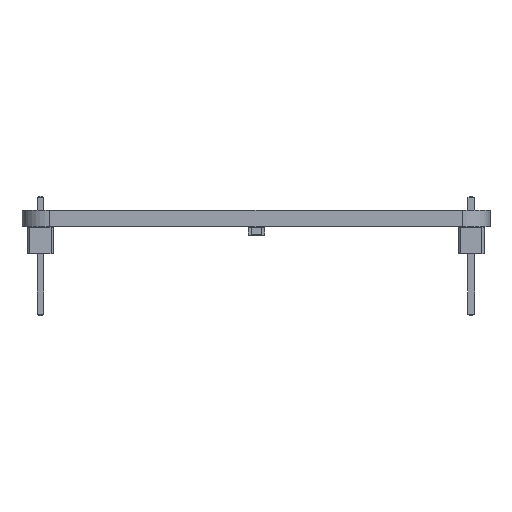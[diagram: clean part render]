
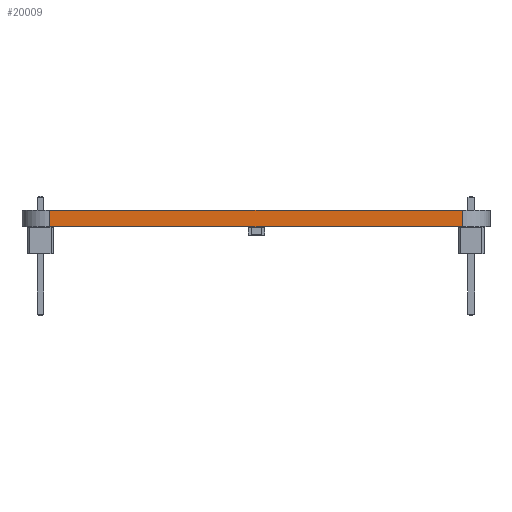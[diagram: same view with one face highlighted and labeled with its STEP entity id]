
A CAD part, front view. The second image highlights one B-rep face of the part: STEP entity #20009.
In plain terms, the highlighted planar face has unit normal (0, -1, 0).
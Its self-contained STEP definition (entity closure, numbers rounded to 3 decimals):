
#17780 = PLANE('',#17781);
#17781 = AXIS2_PLACEMENT_3D('',#17782,#17783,#17784);
#17782 = CARTESIAN_POINT('',(0.,0.,
    1.6));
#17783 = DIRECTION('',(0.,0.,1.));
#17784 = DIRECTION('',(1.,0.,0.));
#17834 = PLANE('',#17835);
#17835 = AXIS2_PLACEMENT_3D('',#17836,#17837,#17838);
#17836 = CARTESIAN_POINT('',(0.,0.,
    0.));
#17837 = DIRECTION('',(0.,0.,1.));
#17838 = DIRECTION('',(1.,0.,0.));
#17967 = CYLINDRICAL_SURFACE('',#17968,2.667);
#17968 = AXIS2_PLACEMENT_3D('',#17969,#17970,#17971);
#17969 = CARTESIAN_POINT('',(-19.876,-16.51,0.));
#17970 = DIRECTION('',(0.,0.,-1.));
#17971 = DIRECTION('',(1.,0.,0.));
#18006 = VERTEX_POINT('',#18007);
#18007 = CARTESIAN_POINT('',(-19.876,-19.177,0.));
#18029 = EDGE_CURVE('',#18006,#18030,#18032,.T.);
#18030 = VERTEX_POINT('',#18031);
#18031 = CARTESIAN_POINT('',(19.876,-19.177,0.));
#18032 = SURFACE_CURVE('',#18033,(#18037,#18044),.PCURVE_S1.);
#18033 = LINE('',#18034,#18035);
#18034 = CARTESIAN_POINT('',(-19.876,-19.177,0.));
#18035 = VECTOR('',#18036,1.);
#18036 = DIRECTION('',(1.,0.,0.));
#18037 = PCURVE('',#17834,#18038);
#18038 = DEFINITIONAL_REPRESENTATION('',(#18039),#18043);
#18039 = LINE('',#18040,#18041);
#18040 = CARTESIAN_POINT('',(-19.876,-19.177));
#18041 = VECTOR('',#18042,1.);
#18042 = DIRECTION('',(1.,0.));
#18043 = ( GEOMETRIC_REPRESENTATION_CONTEXT(2) 
PARAMETRIC_REPRESENTATION_CONTEXT() REPRESENTATION_CONTEXT('2D SPACE',''
  ) );
#18044 = PCURVE('',#18045,#18050);
#18045 = PLANE('',#18046);
#18046 = AXIS2_PLACEMENT_3D('',#18047,#18048,#18049);
#18047 = CARTESIAN_POINT('',(-19.876,-19.177,0.));
#18048 = DIRECTION('',(0.,1.,0.));
#18049 = DIRECTION('',(1.,0.,0.));
#18050 = DEFINITIONAL_REPRESENTATION('',(#18051),#18055);
#18051 = LINE('',#18052,#18053);
#18052 = CARTESIAN_POINT('',(0.,0.));
#18053 = VECTOR('',#18054,1.);
#18054 = DIRECTION('',(1.,0.));
#18055 = ( GEOMETRIC_REPRESENTATION_CONTEXT(2) 
PARAMETRIC_REPRESENTATION_CONTEXT() REPRESENTATION_CONTEXT('2D SPACE',''
  ) );
#18074 = CYLINDRICAL_SURFACE('',#18075,2.667);
#18075 = AXIS2_PLACEMENT_3D('',#18076,#18077,#18078);
#18076 = CARTESIAN_POINT('',(19.876,-16.51,0.));
#18077 = DIRECTION('',(0.,0.,-1.));
#18078 = DIRECTION('',(1.,0.,0.));
#19053 = VERTEX_POINT('',#19054);
#19054 = CARTESIAN_POINT('',(-19.876,-19.177,1.6));
#19076 = EDGE_CURVE('',#19053,#19077,#19079,.T.);
#19077 = VERTEX_POINT('',#19078);
#19078 = CARTESIAN_POINT('',(19.876,-19.177,1.6));
#19079 = SURFACE_CURVE('',#19080,(#19084,#19091),.PCURVE_S1.);
#19080 = LINE('',#19081,#19082);
#19081 = CARTESIAN_POINT('',(-19.876,-19.177,1.6));
#19082 = VECTOR('',#19083,1.);
#19083 = DIRECTION('',(1.,0.,0.));
#19084 = PCURVE('',#17780,#19085);
#19085 = DEFINITIONAL_REPRESENTATION('',(#19086),#19090);
#19086 = LINE('',#19087,#19088);
#19087 = CARTESIAN_POINT('',(-19.876,-19.177));
#19088 = VECTOR('',#19089,1.);
#19089 = DIRECTION('',(1.,0.));
#19090 = ( GEOMETRIC_REPRESENTATION_CONTEXT(2) 
PARAMETRIC_REPRESENTATION_CONTEXT() REPRESENTATION_CONTEXT('2D SPACE',''
  ) );
#19091 = PCURVE('',#18045,#19092);
#19092 = DEFINITIONAL_REPRESENTATION('',(#19093),#19097);
#19093 = LINE('',#19094,#19095);
#19094 = CARTESIAN_POINT('',(0.,-1.6));
#19095 = VECTOR('',#19096,1.);
#19096 = DIRECTION('',(1.,0.));
#19097 = ( GEOMETRIC_REPRESENTATION_CONTEXT(2) 
PARAMETRIC_REPRESENTATION_CONTEXT() REPRESENTATION_CONTEXT('2D SPACE',''
  ) );
#19961 = EDGE_CURVE('',#18006,#19053,#19962,.T.);
#19962 = SURFACE_CURVE('',#19963,(#19967,#19974),.PCURVE_S1.);
#19963 = LINE('',#19964,#19965);
#19964 = CARTESIAN_POINT('',(-19.876,-19.177,0.));
#19965 = VECTOR('',#19966,1.);
#19966 = DIRECTION('',(0.,0.,1.));
#19967 = PCURVE('',#17967,#19968);
#19968 = DEFINITIONAL_REPRESENTATION('',(#19969),#19973);
#19969 = LINE('',#19970,#19971);
#19970 = CARTESIAN_POINT('',(-4.712,0.));
#19971 = VECTOR('',#19972,1.);
#19972 = DIRECTION('',(0.,-1.));
#19973 = ( GEOMETRIC_REPRESENTATION_CONTEXT(2) 
PARAMETRIC_REPRESENTATION_CONTEXT() REPRESENTATION_CONTEXT('2D SPACE',''
  ) );
#19974 = PCURVE('',#18045,#19975);
#19975 = DEFINITIONAL_REPRESENTATION('',(#19976),#19980);
#19976 = LINE('',#19977,#19978);
#19977 = CARTESIAN_POINT('',(0.,0.));
#19978 = VECTOR('',#19979,1.);
#19979 = DIRECTION('',(0.,-1.));
#19980 = ( GEOMETRIC_REPRESENTATION_CONTEXT(2) 
PARAMETRIC_REPRESENTATION_CONTEXT() REPRESENTATION_CONTEXT('2D SPACE',''
  ) );
#20009 = ADVANCED_FACE('',(#20010),#18045,.F.);
#20010 = FACE_BOUND('',#20011,.F.);
#20011 = EDGE_LOOP('',(#20012,#20013,#20014,#20035));
#20012 = ORIENTED_EDGE('',*,*,#19961,.T.);
#20013 = ORIENTED_EDGE('',*,*,#19076,.T.);
#20014 = ORIENTED_EDGE('',*,*,#20015,.F.);
#20015 = EDGE_CURVE('',#18030,#19077,#20016,.T.);
#20016 = SURFACE_CURVE('',#20017,(#20021,#20028),.PCURVE_S1.);
#20017 = LINE('',#20018,#20019);
#20018 = CARTESIAN_POINT('',(19.876,-19.177,0.));
#20019 = VECTOR('',#20020,1.);
#20020 = DIRECTION('',(0.,0.,1.));
#20021 = PCURVE('',#18045,#20022);
#20022 = DEFINITIONAL_REPRESENTATION('',(#20023),#20027);
#20023 = LINE('',#20024,#20025);
#20024 = CARTESIAN_POINT('',(39.751,0.));
#20025 = VECTOR('',#20026,1.);
#20026 = DIRECTION('',(0.,-1.));
#20027 = ( GEOMETRIC_REPRESENTATION_CONTEXT(2) 
PARAMETRIC_REPRESENTATION_CONTEXT() REPRESENTATION_CONTEXT('2D SPACE',''
  ) );
#20028 = PCURVE('',#18074,#20029);
#20029 = DEFINITIONAL_REPRESENTATION('',(#20030),#20034);
#20030 = LINE('',#20031,#20032);
#20031 = CARTESIAN_POINT('',(-4.712,0.));
#20032 = VECTOR('',#20033,1.);
#20033 = DIRECTION('',(0.,-1.));
#20034 = ( GEOMETRIC_REPRESENTATION_CONTEXT(2) 
PARAMETRIC_REPRESENTATION_CONTEXT() REPRESENTATION_CONTEXT('2D SPACE',''
  ) );
#20035 = ORIENTED_EDGE('',*,*,#18029,.F.);
